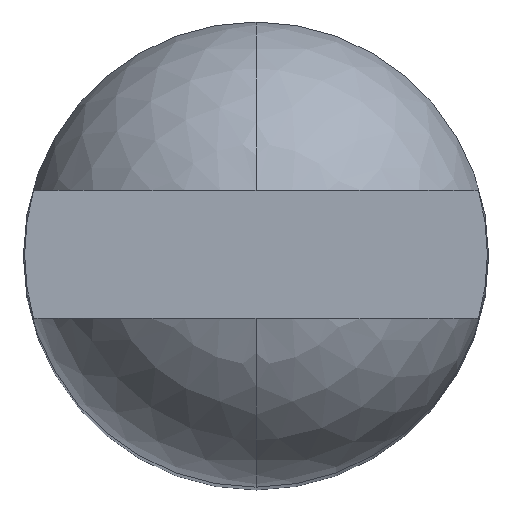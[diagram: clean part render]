
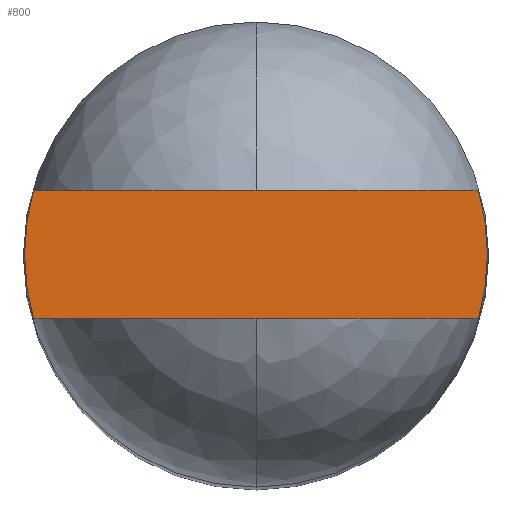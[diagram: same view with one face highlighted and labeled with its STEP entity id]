
A CAD part, top view. The second image highlights one B-rep face of the part: STEP entity #800.
In plain terms, the highlighted face is planar.
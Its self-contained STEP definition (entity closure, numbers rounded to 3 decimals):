
#440=CARTESIAN_POINT('',(34.971,43.456,0.));
#450=DIRECTION('',(1.,0.,0.));
#460=DIRECTION('',(0.,-1.,0.));
#470=AXIS2_PLACEMENT_3D('',#440,#450,#460);
#480=PLANE('',#470);
#490=CARTESIAN_POINT('',(34.971,44.006,
0.));
#500=DIRECTION('',(0.,0.,-1.));
#510=VECTOR('',#500,1.);
#520=LINE('',#490,#510);
#530=CARTESIAN_POINT('',(34.971,44.006,
1.912));
#540=VERTEX_POINT('',#530);
#550=CARTESIAN_POINT('',(34.971,44.006,
-1.912));
#560=VERTEX_POINT('',#550);
#570=EDGE_CURVE('',#540,#560,#520,.T.);
#580=ORIENTED_EDGE('',*,*,#570,.T.);
#590=CARTESIAN_POINT('',(34.971,43.456,
0.));
#600=DIRECTION('',(1.,0.,0.));
#610=DIRECTION('',(0.,-1.,0.));
#620=AXIS2_PLACEMENT_3D('',#590,#600,#610);
#630=CIRCLE('',#620,1.99);
#640=CARTESIAN_POINT('',(34.971,42.906,
1.912));
#650=VERTEX_POINT('',#640);
#660=EDGE_CURVE('',#540,#650,#630,.T.);
#670=ORIENTED_EDGE('',*,*,#660,.F.);
#680=CARTESIAN_POINT('',(34.971,42.906,
0.));
#690=DIRECTION('',(0.,0.,1.));
#700=VECTOR('',#690,1.);
#710=LINE('',#680,#700);
#720=CARTESIAN_POINT('',(34.971,42.906,
-1.912));
#730=VERTEX_POINT('',#720);
#740=EDGE_CURVE('',#730,#650,#710,.T.);
#750=ORIENTED_EDGE('',*,*,#740,.T.);
#760=EDGE_CURVE('',#730,#560,#630,.T.);
#770=ORIENTED_EDGE('',*,*,#760,.F.);
#780=EDGE_LOOP('',(#770,#750,#670,#580));
#790=FACE_OUTER_BOUND('',#780,.T.);
#800=ADVANCED_FACE('',(#790),#480,.F.);
